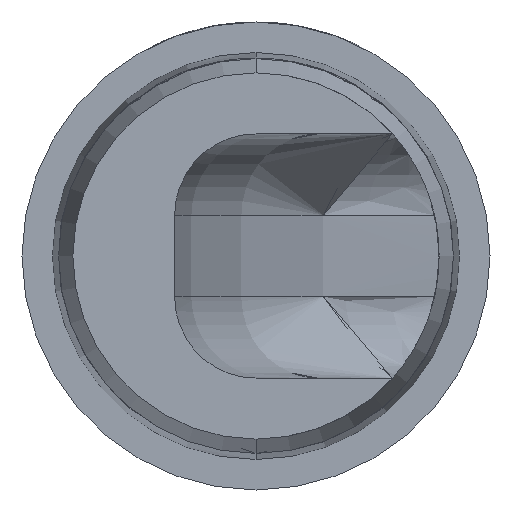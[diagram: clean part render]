
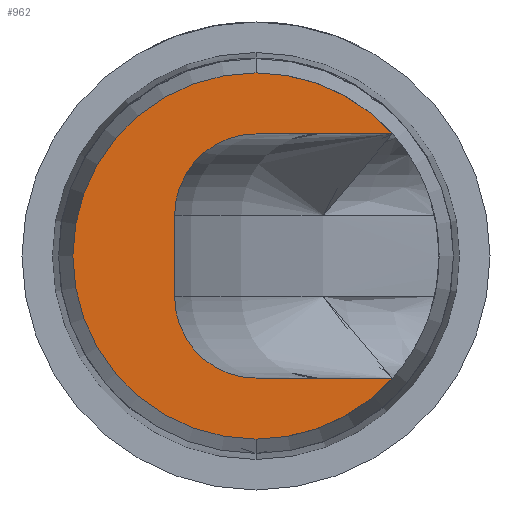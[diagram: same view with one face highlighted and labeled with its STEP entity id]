
A CAD part, front view. The second image highlights one B-rep face of the part: STEP entity #962.
In plain terms, the highlighted planar face has unit normal (0, -1, 0).
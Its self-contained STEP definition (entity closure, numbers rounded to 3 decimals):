
#18 = DIRECTION ( 'NONE',  ( 0., 1., 0. ) ) ;
#42 = EDGE_CURVE ( 'Defeature ausgef�hrt1_2+Defeature ausgef�hrt1_3+Defeature ausgef�hrt1_12+Defeature ausgef�hrt1_11', #1495, #2432, #1193, .T. ) ;
#73 = DIRECTION ( 'NONE',  ( 0., 0., -1. ) ) ;
#129 = VERTEX_POINT ( 'NONE', #3206 ) ;
#208 = FACE_OUTER_BOUND ( 'NONE', #1064, .T. ) ;
#231 = DIRECTION ( 'NONE',  ( 0., 1., 0. ) ) ;
#290 = AXIS2_PLACEMENT_3D ( 'NONE', #879, #3472, #1736 ) ;
#427 = AXIS2_PLACEMENT_3D ( 'NONE', #1722, #18, #1450 ) ;
#465 = CIRCLE ( 'NONE', #427, 0.45 ) ;
#650 = AXIS2_PLACEMENT_3D ( 'NONE', #2836, #1724, #2516 ) ;
#664 = CARTESIAN_POINT ( 'NONE',  ( 0.335, -25., 0.3 ) ) ;
#674 = CARTESIAN_POINT ( 'NONE',  ( 0., -25., 0.3 ) ) ;
#683 = DIRECTION ( 'NONE',  ( 0., -1., 0. ) ) ;
#823 = VECTOR ( 'NONE', #2666, 1000. ) ;
#846 = ORIENTED_EDGE ( 'NONE', *, *, #3423, .F. ) ;
#873 = CIRCLE ( 'NONE', #1350, 0.45 ) ;
#879 = CARTESIAN_POINT ( 'NONE',  ( 0., -25., 0.1 ) ) ;
#945 = VERTEX_POINT ( 'NONE', #3701 ) ;
#962 = ADVANCED_FACE ( 'Defeature ausgef�hrt1_3', ( #208 ), #1078, .F. ) ;
#977 = ORIENTED_EDGE ( 'NONE', *, *, #1398, .F. ) ;
#986 = DIRECTION ( 'NONE',  ( 0., 0., -1. ) ) ;
#1064 = EDGE_LOOP ( 'NONE', ( #3544, #3172, #977, #3482, #846, #1194, #3177, #1940 ) ) ;
#1078 = PLANE ( 'NONE',  #650 ) ;
#1151 = CARTESIAN_POINT ( 'NONE',  ( 0., -25., 0. ) ) ;
#1193 = CIRCLE ( 'NONE', #3621, 0.45 ) ;
#1194 = ORIENTED_EDGE ( 'NONE', *, *, #2575, .F. ) ;
#1334 = VERTEX_POINT ( 'NONE', #1892 ) ;
#1350 = AXIS2_PLACEMENT_3D ( 'NONE', #1929, #231, #2496 ) ;
#1351 = CARTESIAN_POINT ( 'NONE',  ( 0., -25., -0.45 ) ) ;
#1398 = EDGE_CURVE ( 'Defeature ausgef�hrt1_2+Defeature ausgef�hrt1_3+Defeature ausgef�hrt1_12+Defeature ausgef�hrt1_11', #2432, #3130, #873, .T. ) ;
#1438 = DIRECTION ( 'NONE',  ( 0., 0., 1. ) ) ;
#1450 = DIRECTION ( 'NONE',  ( 0., 0., 1. ) ) ;
#1495 = VERTEX_POINT ( 'NONE', #3696 ) ;
#1722 = CARTESIAN_POINT ( 'NONE',  ( 0., -25., 0. ) ) ;
#1724 = DIRECTION ( 'NONE',  ( 0., 1., 0. ) ) ;
#1736 = DIRECTION ( 'NONE',  ( 0., 0., -1. ) ) ;
#1836 = AXIS2_PLACEMENT_3D ( 'NONE', #2963, #683, #986 ) ;
#1892 = CARTESIAN_POINT ( 'NONE',  ( 0., -25., -0.3 ) ) ;
#1929 = CARTESIAN_POINT ( 'NONE',  ( 0., -25., 0. ) ) ;
#1940 = ORIENTED_EDGE ( 'NONE', *, *, #2822, .F. ) ;
#2013 = EDGE_CURVE ( 'Defeature ausgef�hrt1_2+Defeature ausgef�hrt1_3+Defeature ausgef�hrt1_12+Defeature ausgef�hrt1_11', #3130, #2250, #465, .T. ) ;
#2162 = CIRCLE ( 'NONE', #290, 0.2 ) ;
#2211 = DIRECTION ( 'NONE',  ( 1., 0., 0. ) ) ;
#2236 = EDGE_CURVE ( 'Defeature ausgef�hrt1_14+Defeature ausgef�hrt1_3+Defeature ausgef�hrt1_13+Defeature ausgef�hrt1_15', #945, #129, #3011, .T. ) ;
#2250 = VERTEX_POINT ( 'NONE', #664 ) ;
#2296 = CIRCLE ( 'NONE', #1836, 0.2 ) ;
#2416 = LINE ( 'NONE', #2450, #3605 ) ;
#2432 = VERTEX_POINT ( 'NONE', #1351 ) ;
#2450 = CARTESIAN_POINT ( 'NONE',  ( 0.335, -25., -0.3 ) ) ;
#2496 = DIRECTION ( 'NONE',  ( 0., 0., 1. ) ) ;
#2516 = DIRECTION ( 'NONE',  ( 0., 0., 1. ) ) ;
#2534 = EDGE_CURVE ( 'Defeature ausgef�hrt1_11+Defeature ausgef�hrt1_3+Defeature ausgef�hrt1_2+Defeature ausgef�hrt1_13', #2250, #3226, #3151, .T. ) ;
#2575 = EDGE_CURVE ( 'Defeature ausgef�hrt1_15+Defeature ausgef�hrt1_3+Defeature ausgef�hrt1_14+Defeature ausgef�hrt1_12', #129, #1334, #2296, .T. ) ;
#2666 = DIRECTION ( 'NONE',  ( -1., 0., 0. ) ) ;
#2786 = CARTESIAN_POINT ( 'NONE',  ( 0., -25., 0.45 ) ) ;
#2812 = CARTESIAN_POINT ( 'NONE',  ( 0., -25., 0.3 ) ) ;
#2822 = EDGE_CURVE ( 'Defeature ausgef�hrt1_13+Defeature ausgef�hrt1_3+Defeature ausgef�hrt1_11+Defeature ausgef�hrt1_14', #3226, #945, #2162, .T. ) ;
#2826 = VECTOR ( 'NONE', #73, 1000. ) ;
#2836 = CARTESIAN_POINT ( 'NONE',  ( 0.45, -25., 0. ) ) ;
#2963 = CARTESIAN_POINT ( 'NONE',  ( 0., -25., -0.1 ) ) ;
#3011 = LINE ( 'NONE', #3559, #2826 ) ;
#3130 = VERTEX_POINT ( 'NONE', #2786 ) ;
#3151 = LINE ( 'NONE', #674, #823 ) ;
#3157 = DIRECTION ( 'NONE',  ( 0., 1., 0. ) ) ;
#3172 = ORIENTED_EDGE ( 'NONE', *, *, #2013, .F. ) ;
#3177 = ORIENTED_EDGE ( 'NONE', *, *, #2236, .F. ) ;
#3206 = CARTESIAN_POINT ( 'NONE',  ( -0.2, -25., -0.1 ) ) ;
#3226 = VERTEX_POINT ( 'NONE', #2812 ) ;
#3423 = EDGE_CURVE ( 'Defeature ausgef�hrt1_12+Defeature ausgef�hrt1_3+Defeature ausgef�hrt1_15+Defeature ausgef�hrt1_2', #1334, #1495, #2416, .T. ) ;
#3472 = DIRECTION ( 'NONE',  ( 0., -1., 0. ) ) ;
#3482 = ORIENTED_EDGE ( 'NONE', *, *, #42, .F. ) ;
#3544 = ORIENTED_EDGE ( 'NONE', *, *, #2534, .F. ) ;
#3559 = CARTESIAN_POINT ( 'NONE',  ( -0.2, -25., -0.1 ) ) ;
#3605 = VECTOR ( 'NONE', #2211, 1000. ) ;
#3621 = AXIS2_PLACEMENT_3D ( 'NONE', #1151, #3157, #1438 ) ;
#3696 = CARTESIAN_POINT ( 'NONE',  ( 0.335, -25., -0.3 ) ) ;
#3701 = CARTESIAN_POINT ( 'NONE',  ( -0.2, -25., 0.1 ) ) ;
